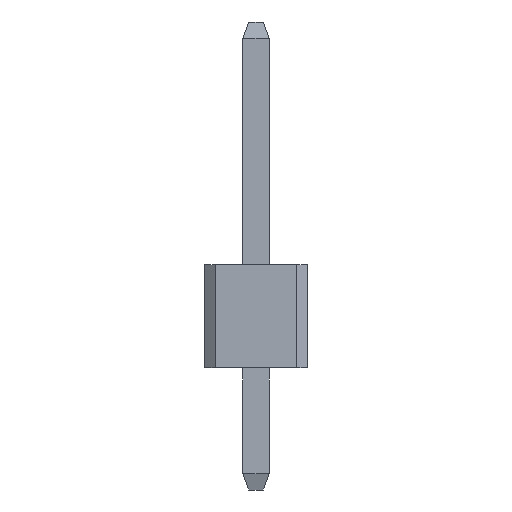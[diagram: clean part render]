
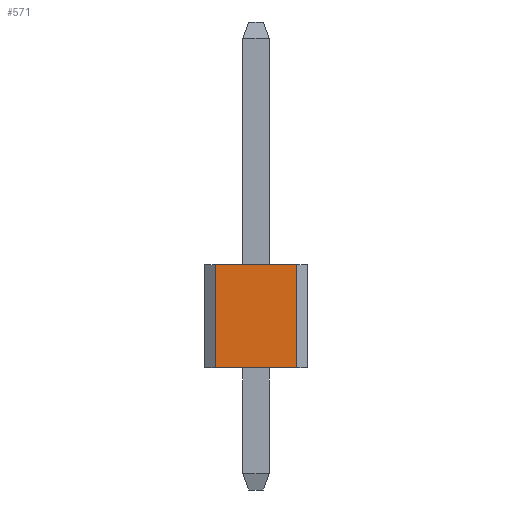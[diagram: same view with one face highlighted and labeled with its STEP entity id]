
A CAD part, front view. The second image highlights one B-rep face of the part: STEP entity #571.
In plain terms, the highlighted planar face has unit normal (0, -1, 0).
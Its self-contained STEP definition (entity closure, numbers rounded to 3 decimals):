
#62 = ORIENTED_EDGE ( 'NONE', *, *, #476, .F. ) ;
#125 = VECTOR ( 'NONE', #677, 1000. ) ;
#127 = EDGE_CURVE ( 'NONE', #639, #315, #1284, .T. ) ;
#242 = EDGE_CURVE ( 'NONE', #284, #1151, #724, .T. ) ;
#246 = LINE ( 'NONE', #252, #599 ) ;
#252 = CARTESIAN_POINT ( 'NONE',  ( -1., -1.27, 5.54 ) ) ;
#284 = VERTEX_POINT ( 'NONE', #701 ) ;
#291 = VECTOR ( 'NONE', #483, 1000. ) ;
#315 = VERTEX_POINT ( 'NONE', #1198 ) ;
#366 = CARTESIAN_POINT ( 'NONE',  ( -1., -1.27, 3. ) ) ;
#370 = VECTOR ( 'NONE', #912, 1000. ) ;
#407 = CARTESIAN_POINT ( 'NONE',  ( -1., -1.27, 5.54 ) ) ;
#422 = CARTESIAN_POINT ( 'NONE',  ( 1., -1.27, 3. ) ) ;
#453 = ORIENTED_EDGE ( 'NONE', *, *, #127, .F. ) ;
#476 = EDGE_CURVE ( 'NONE', #284, #639, #1179, .T. ) ;
#483 = DIRECTION ( 'NONE',  ( -1., 0., 0. ) ) ;
#571 = ADVANCED_FACE ( 'NONE', ( #601 ), #613, .T. ) ;
#599 = VECTOR ( 'NONE', #848, 1000. ) ;
#601 = FACE_OUTER_BOUND ( 'NONE', #1288, .T. ) ;
#613 = PLANE ( 'NONE',  #1104 ) ;
#639 = VERTEX_POINT ( 'NONE', #422 ) ;
#677 = DIRECTION ( 'NONE',  ( 0., 0., -1. ) ) ;
#701 = CARTESIAN_POINT ( 'NONE',  ( 1., -1.27, 5.54 ) ) ;
#708 = DIRECTION ( 'NONE',  ( 0., -1., 0. ) ) ;
#724 = LINE ( 'NONE', #407, #370 ) ;
#734 = CARTESIAN_POINT ( 'NONE',  ( -1., -1.27, 5.54 ) ) ;
#848 = DIRECTION ( 'NONE',  ( 0., 0., -1. ) ) ;
#877 = CARTESIAN_POINT ( 'NONE',  ( 1., -1.27, 5.54 ) ) ;
#883 = ORIENTED_EDGE ( 'NONE', *, *, #942, .T. ) ;
#896 = DIRECTION ( 'NONE',  ( 0., 0., -1. ) ) ;
#907 = CARTESIAN_POINT ( 'NONE',  ( -1., -1.27, 5.54 ) ) ;
#912 = DIRECTION ( 'NONE',  ( -1., 0., 0. ) ) ;
#942 = EDGE_CURVE ( 'NONE', #1151, #315, #246, .T. ) ;
#1104 = AXIS2_PLACEMENT_3D ( 'NONE', #907, #708, #896 ) ;
#1151 = VERTEX_POINT ( 'NONE', #734 ) ;
#1179 = LINE ( 'NONE', #877, #125 ) ;
#1198 = CARTESIAN_POINT ( 'NONE',  ( -1., -1.27, 3. ) ) ;
#1204 = ORIENTED_EDGE ( 'NONE', *, *, #242, .T. ) ;
#1284 = LINE ( 'NONE', #366, #291 ) ;
#1288 = EDGE_LOOP ( 'NONE', ( #453, #62, #1204, #883 ) ) ;
